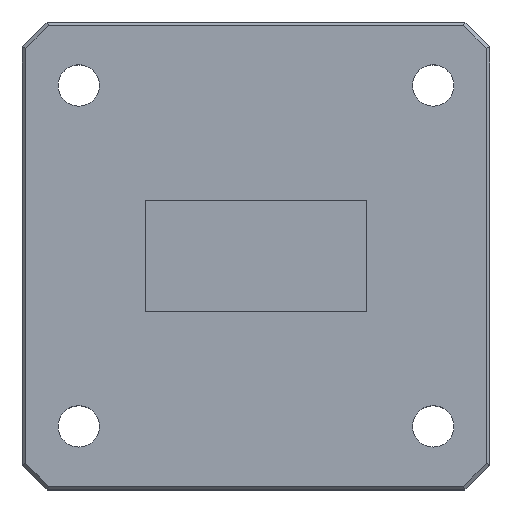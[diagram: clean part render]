
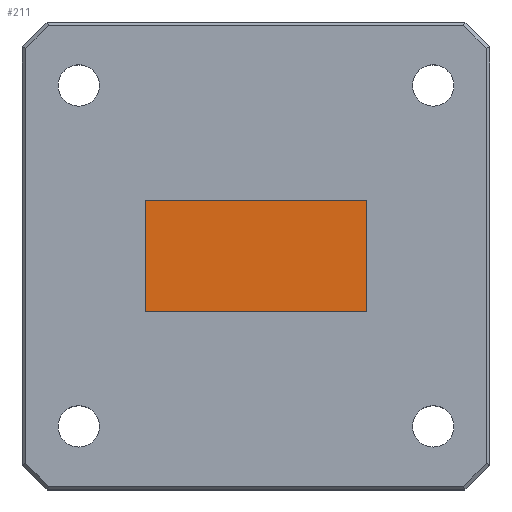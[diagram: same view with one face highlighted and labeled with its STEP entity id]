
A CAD part, top view. The second image highlights one B-rep face of the part: STEP entity #211.
In plain terms, the highlighted planar face has unit normal (0, 0, 1).
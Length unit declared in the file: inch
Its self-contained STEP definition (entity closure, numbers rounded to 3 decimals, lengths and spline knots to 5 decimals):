
#37 = CARTESIAN_POINT ( 'NONE',  ( -0.311, 0.1555, 0.18 ) ) ;
#61 = CARTESIAN_POINT ( 'NONE',  ( 0.311, -0.1555, 0.18 ) ) ;
#79 = VECTOR ( 'NONE', #1242, 39.37008 ) ;
#88 = DIRECTION ( 'NONE',  ( -1., 0., 0. ) ) ;
#129 = EDGE_CURVE ( 'NONE', #584, #1090, #925, .T. ) ;
#131 = EDGE_LOOP ( 'NONE', ( #1035, #916, #572, #362 ) ) ;
#211 = ADVANCED_FACE ( 'NONE', ( #491 ), #918, .T. ) ;
#305 = EDGE_CURVE ( 'NONE', #1090, #1338, #523, .T. ) ;
#362 = ORIENTED_EDGE ( 'NONE', *, *, #129, .F. ) ;
#413 = LINE ( 'NONE', #417, #673 ) ;
#417 = CARTESIAN_POINT ( 'NONE',  ( -0.311, -0.1555, 0.18 ) ) ;
#444 = CARTESIAN_POINT ( 'NONE',  ( -0.311, -0.1555, 0.18 ) ) ;
#491 = FACE_OUTER_BOUND ( 'NONE', #131, .T. ) ;
#504 = DIRECTION ( 'NONE',  ( 1., 0., 0. ) ) ;
#523 = LINE ( 'NONE', #1155, #931 ) ;
#572 = ORIENTED_EDGE ( 'NONE', *, *, #305, .F. ) ;
#584 = VERTEX_POINT ( 'NONE', #761 ) ;
#624 = CARTESIAN_POINT ( 'NONE',  ( 0.311, 0.1555, 0.18 ) ) ;
#635 = VERTEX_POINT ( 'NONE', #444 ) ;
#673 = VECTOR ( 'NONE', #88, 39.37008 ) ;
#688 = VECTOR ( 'NONE', #1365, 39.37008 ) ;
#697 = CARTESIAN_POINT ( 'NONE',  ( -0.311, -0.1555, 0.18 ) ) ;
#715 = CARTESIAN_POINT ( 'NONE',  ( 0., 0., 0.18 ) ) ;
#761 = CARTESIAN_POINT ( 'NONE',  ( -0.311, 0.1555, 0.18 ) ) ;
#824 = AXIS2_PLACEMENT_3D ( 'NONE', #715, #1144, #504 ) ;
#916 = ORIENTED_EDGE ( 'NONE', *, *, #1094, .F. ) ;
#918 = PLANE ( 'NONE',  #824 ) ;
#925 = LINE ( 'NONE', #37, #688 ) ;
#931 = VECTOR ( 'NONE', #1257, 39.37008 ) ;
#1035 = ORIENTED_EDGE ( 'NONE', *, *, #1383, .F. ) ;
#1090 = VERTEX_POINT ( 'NONE', #624 ) ;
#1094 = EDGE_CURVE ( 'NONE', #1338, #635, #413, .T. ) ;
#1144 = DIRECTION ( 'NONE',  ( 0., 0., 1. ) ) ;
#1155 = CARTESIAN_POINT ( 'NONE',  ( 0.311, -0.1555, 0.18 ) ) ;
#1242 = DIRECTION ( 'NONE',  ( 0., 1., 0. ) ) ;
#1257 = DIRECTION ( 'NONE',  ( 0., -1., 0. ) ) ;
#1338 = VERTEX_POINT ( 'NONE', #61 ) ;
#1343 = LINE ( 'NONE', #697, #79 ) ;
#1365 = DIRECTION ( 'NONE',  ( 1., 0., 0. ) ) ;
#1383 = EDGE_CURVE ( 'NONE', #635, #584, #1343, .T. ) ;
